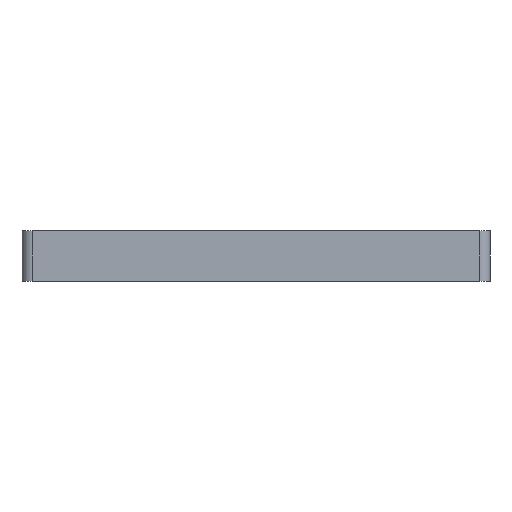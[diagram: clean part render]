
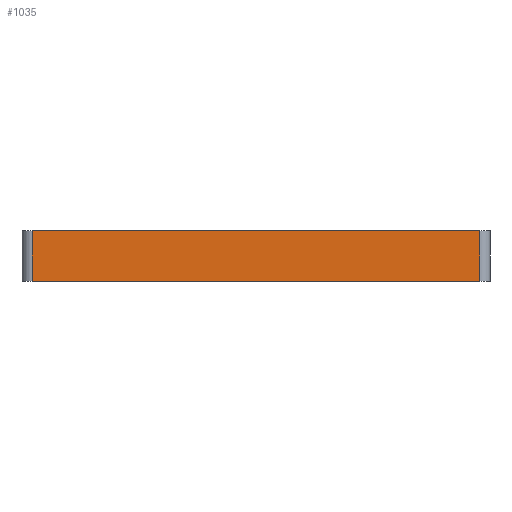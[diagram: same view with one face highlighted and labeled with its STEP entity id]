
A CAD part, front view. The second image highlights one B-rep face of the part: STEP entity #1035.
In plain terms, the highlighted planar face has unit normal (0, -1, 0).
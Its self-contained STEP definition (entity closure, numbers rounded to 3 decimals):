
#55=PLANE('',#1149);
#100=FACE_OUTER_BOUND('',#165,.T.);
#165=EDGE_LOOP('',(#854,#855,#856,#857));
#257=LINE('',#1708,#346);
#259=LINE('',#1714,#348);
#260=LINE('',#1716,#349);
#261=LINE('',#1717,#350);
#346=VECTOR('',#1403,10.);
#348=VECTOR('',#1409,10.);
#349=VECTOR('',#1410,10.);
#350=VECTOR('',#1411,10.);
#507=VERTEX_POINT('',#1705);
#508=VERTEX_POINT('',#1707);
#510=VERTEX_POINT('',#1713);
#511=VERTEX_POINT('',#1715);
#638=EDGE_CURVE('',#507,#508,#257,.T.);
#641=EDGE_CURVE('',#507,#510,#259,.F.);
#642=EDGE_CURVE('',#511,#510,#260,.T.);
#643=EDGE_CURVE('',#511,#508,#261,.T.);
#854=ORIENTED_EDGE('',*,*,#638,.F.);
#855=ORIENTED_EDGE('',*,*,#641,.T.);
#856=ORIENTED_EDGE('',*,*,#642,.F.);
#857=ORIENTED_EDGE('',*,*,#643,.T.);
#1035=ADVANCED_FACE('',(#100),#55,.T.);
#1149=AXIS2_PLACEMENT_3D('',#1712,#1407,#1408);
#1403=DIRECTION('',(0.,0.,-1.));
#1407=DIRECTION('center_axis',(0.,-1.,0.));
#1408=DIRECTION('ref_axis',(1.,0.,0.));
#1409=DIRECTION('',(1.,0.,0.));
#1410=DIRECTION('',(0.,0.,1.));
#1411=DIRECTION('',(1.,0.,0.));
#1705=CARTESIAN_POINT('',(43.3,-1.5,1.6));
#1707=CARTESIAN_POINT('',(43.3,-1.5,-3.3));
#1708=CARTESIAN_POINT('',(43.3,-1.5,-3.3));
#1712=CARTESIAN_POINT('Origin',(-1.5,-1.5,-3.3));
#1713=CARTESIAN_POINT('',(-0.5,-1.5,1.6));
#1714=CARTESIAN_POINT('',(9.95,-1.5,1.6));
#1715=CARTESIAN_POINT('',(-0.5,-1.5,-3.3));
#1716=CARTESIAN_POINT('',(-0.5,-1.5,-3.3));
#1717=CARTESIAN_POINT('',(-1.5,-1.5,-3.3));
